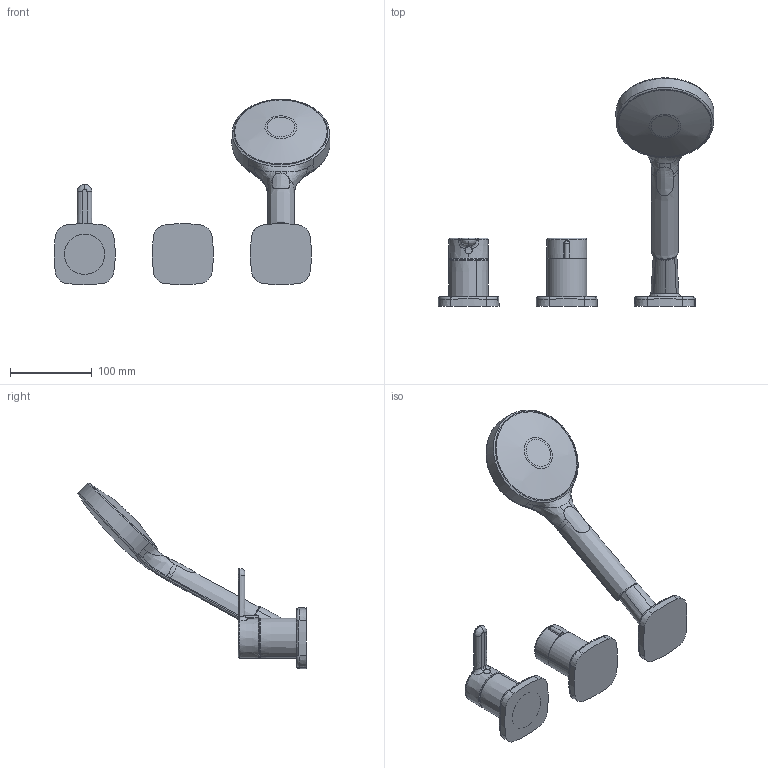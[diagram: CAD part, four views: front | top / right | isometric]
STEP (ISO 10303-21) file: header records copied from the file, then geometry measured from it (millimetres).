
FILE_DESCRIPTION (( 'STEP AP203' ), '1' );
FILE_NAME ('53259083.STEP', '2018-05-23T05:57:27', ( '' ), ( '' ), 'SwSTEP 2.0', 'SolidWorks 2016', '' );
FILE_SCHEMA (( 'CONFIG_CONTROL_DESIGN' ));
Length unit declared in the file: millimetre
Products named in the file (1): 53259083
Bounding box: 337.27 x 278.75 x 226.81 mm (x, y, z)
Volume: 972865.4 mm3; surface area: 134985.9 mm2
Topology: 9 solids, 9 shells, 167 faces, 373 edges, 232 vertices
Faces by surface type: bspline 79, cone 28, plane 21, cylinder 18, torus 12, sphere 9
Entity records: 15384 total; most frequent: CARTESIAN_POINT 12178, ORIENTED_EDGE 746, DIRECTION 477, EDGE_CURVE 373, VERTEX_POINT 232, AXIS2_PLACEMENT_3D 205, EDGE_LOOP 175, B_SPLINE_CURVE_WITH_KNOTS 173
